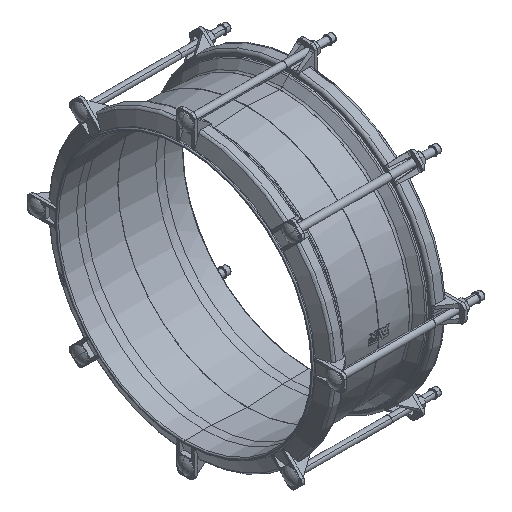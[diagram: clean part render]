
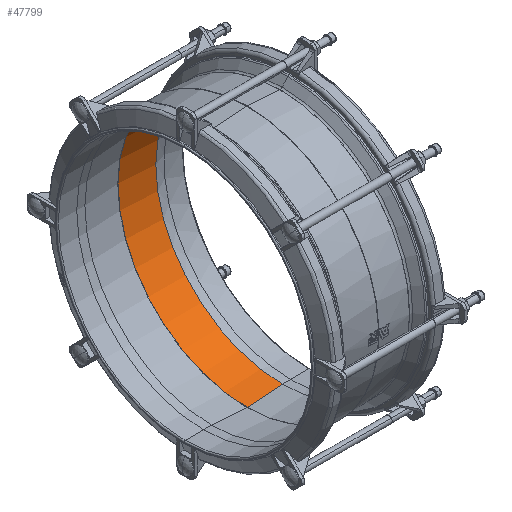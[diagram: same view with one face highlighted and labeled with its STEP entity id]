
A CAD part, isometric view. The second image highlights one B-rep face of the part: STEP entity #47799.
In plain terms, the highlighted conical face has half-angle 4 degrees and reference radius 232.5 mm.
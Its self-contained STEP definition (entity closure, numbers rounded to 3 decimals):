
#4103 = LINE ( 'NONE', #28647, #4106 ) ;
#4106 = VECTOR ( 'NONE', #28639, 1000. ) ;
#11734 = EDGE_CURVE ( 'NONE', #43320, #43353, #27489, .T. ) ;
#11735 = EDGE_CURVE ( 'NONE', #43305, #43333, #27488, .T. ) ;
#11860 = EDGE_CURVE ( 'NONE', #43353, #43333, #27560, .T. ) ;
#20492 = CARTESIAN_POINT ( 'NONE',  ( 0.209, 0., -237.037 ) ) ;
#20507 = CARTESIAN_POINT ( 'NONE',  ( 65.087, 0., -232.5 ) ) ;
#20520 = CARTESIAN_POINT ( 'NONE',  ( 0.209, 0., 237.037 ) ) ;
#20540 = CARTESIAN_POINT ( 'NONE',  ( 65.087, 0., 232.5 ) ) ;
#21076 = CARTESIAN_POINT ( 'NONE',  ( 65.087, 0., 232.5 ) ) ;
#21077 = DIRECTION ( 'NONE',  ( -0.998, 0., 0.07 ) ) ;
#25307 = CARTESIAN_POINT ( 'NONE',  ( 65.087, 0., 0. ) ) ;
#25309 = DIRECTION ( 'NONE',  ( 1., 0., 0. ) ) ;
#25311 = DIRECTION ( 'NONE',  ( 0., 0., -1. ) ) ;
#25314 = CARTESIAN_POINT ( 'NONE',  ( 0.209, 0., 0. ) ) ;
#25316 = DIRECTION ( 'NONE',  ( 1., 0., 0. ) ) ;
#25318 = DIRECTION ( 'NONE',  ( 0., 0., -1. ) ) ;
#27488 = CIRCLE ( 'NONE', #32028, 237.037 ) ;
#27489 = CIRCLE ( 'NONE', #32027, 232.5 ) ;
#27560 = LINE ( 'NONE', #21076, #27563 ) ;
#27563 = VECTOR ( 'NONE', #21077, 1000. ) ;
#28639 = DIRECTION ( 'NONE',  ( -0.998, 0., -0.07 ) ) ;
#28647 = CARTESIAN_POINT ( 'NONE',  ( 65.087, 0., -232.5 ) ) ;
#29366 = FACE_OUTER_BOUND ( 'NONE', #48947, .T. ) ;
#29423 = CONICAL_SURFACE ( 'NONE', #36628, 232.5, 0.07 ) ;
#32027 = AXIS2_PLACEMENT_3D ( 'NONE', #25307, #25309, #25311 ) ;
#32028 = AXIS2_PLACEMENT_3D ( 'NONE', #25314, #25316, #25318 ) ;
#34356 = EDGE_CURVE ( 'NONE', #43320, #43305, #4103, .T. ) ;
#36628 = AXIS2_PLACEMENT_3D ( 'NONE', #37012, #37010, #37008 ) ;
#37008 = DIRECTION ( 'NONE',  ( 0., 0., 1. ) ) ;
#37010 = DIRECTION ( 'NONE',  ( -1., 0., 0. ) ) ;
#37012 = CARTESIAN_POINT ( 'NONE',  ( 65.087, 0., 0. ) ) ;
#39155 = ORIENTED_EDGE ( 'NONE', *, *, #34356, .F. ) ;
#39156 = ORIENTED_EDGE ( 'NONE', *, *, #11734, .T. ) ;
#39157 = ORIENTED_EDGE ( 'NONE', *, *, #11860, .T. ) ;
#39158 = ORIENTED_EDGE ( 'NONE', *, *, #11735, .F. ) ;
#43305 = VERTEX_POINT ( 'NONE', #20492 ) ;
#43320 = VERTEX_POINT ( 'NONE', #20507 ) ;
#43333 = VERTEX_POINT ( 'NONE', #20520 ) ;
#43353 = VERTEX_POINT ( 'NONE', #20540 ) ;
#47799 = ADVANCED_FACE ( 'NONE', ( #29366 ), #29423, .F. ) ;
#48947 = EDGE_LOOP ( 'NONE', ( #39155, #39156, #39157, #39158 ) ) ;
